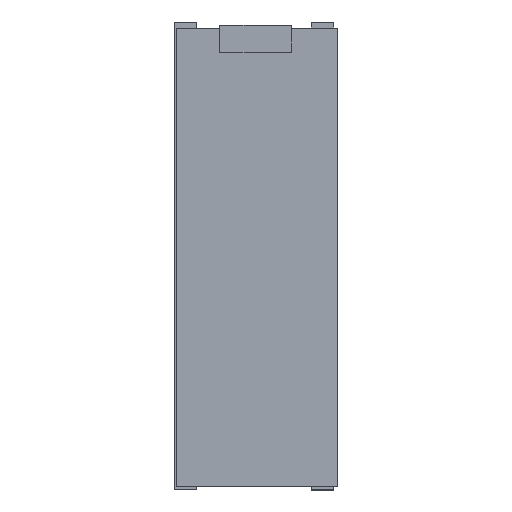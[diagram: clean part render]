
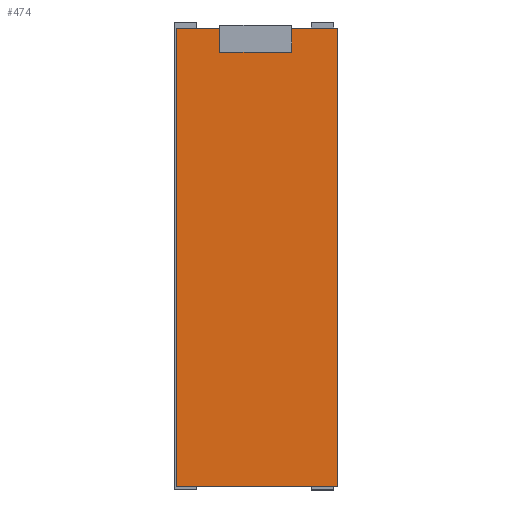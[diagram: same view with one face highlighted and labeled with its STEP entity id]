
A CAD part, top view. The second image highlights one B-rep face of the part: STEP entity #474.
In plain terms, the highlighted planar face has unit normal (0, 0, 1).
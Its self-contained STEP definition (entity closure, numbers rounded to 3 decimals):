
#240 = VERTEX_POINT('',#241);
#241 = CARTESIAN_POINT('',(-1.05,0.586,10.));
#247 = EDGE_CURVE('',#240,#248,#250,.T.);
#248 = VERTEX_POINT('',#249);
#249 = CARTESIAN_POINT('',(3.8,0.586,10.));
#250 = LINE('',#251,#252);
#251 = CARTESIAN_POINT('',(-1.05,0.586,10.));
#252 = VECTOR('',#253,1.);
#253 = DIRECTION('',(1.,0.,0.));
#256 = VERTEX_POINT('',#257);
#257 = CARTESIAN_POINT('',(11.8,0.586,10.));
#263 = EDGE_CURVE('',#256,#264,#266,.T.);
#264 = VERTEX_POINT('',#265);
#265 = CARTESIAN_POINT('',(16.95,0.586,10.));
#266 = LINE('',#267,#268);
#267 = CARTESIAN_POINT('',(-1.05,0.586,10.));
#268 = VECTOR('',#269,1.);
#269 = DIRECTION('',(1.,0.,0.));
#304 = VERTEX_POINT('',#305);
#305 = CARTESIAN_POINT('',(-1.05,-50.414,10.));
#311 = EDGE_CURVE('',#304,#240,#312,.T.);
#312 = LINE('',#313,#314);
#313 = CARTESIAN_POINT('',(-1.05,-50.414,10.));
#314 = VECTOR('',#315,1.);
#315 = DIRECTION('',(0.,1.,0.));
#330 = VERTEX_POINT('',#331);
#331 = CARTESIAN_POINT('',(16.95,-50.414,10.));
#337 = EDGE_CURVE('',#330,#304,#338,.T.);
#338 = LINE('',#339,#340);
#339 = CARTESIAN_POINT('',(16.95,-50.414,10.));
#340 = VECTOR('',#341,1.);
#341 = DIRECTION('',(-1.,0.,0.));
#416 = EDGE_CURVE('',#264,#330,#417,.T.);
#417 = LINE('',#418,#419);
#418 = CARTESIAN_POINT('',(16.95,0.586,10.));
#419 = VECTOR('',#420,1.);
#420 = DIRECTION('',(0.,-1.,0.));
#474 = ADVANCED_FACE('',(#475),#504,.T.);
#475 = FACE_BOUND('',#476,.T.);
#476 = EDGE_LOOP('',(#477,#478,#479,#480,#481,#482,#490,#498));
#477 = ORIENTED_EDGE('',*,*,#247,.F.);
#478 = ORIENTED_EDGE('',*,*,#311,.F.);
#479 = ORIENTED_EDGE('',*,*,#337,.F.);
#480 = ORIENTED_EDGE('',*,*,#416,.F.);
#481 = ORIENTED_EDGE('',*,*,#263,.F.);
#482 = ORIENTED_EDGE('',*,*,#483,.T.);
#483 = EDGE_CURVE('',#256,#484,#486,.T.);
#484 = VERTEX_POINT('',#485);
#485 = CARTESIAN_POINT('',(11.8,-2.118,10.));
#486 = LINE('',#487,#488);
#487 = CARTESIAN_POINT('',(11.8,0.882,10.));
#488 = VECTOR('',#489,1.);
#489 = DIRECTION('',(0.,-1.,0.));
#490 = ORIENTED_EDGE('',*,*,#491,.T.);
#491 = EDGE_CURVE('',#484,#492,#494,.T.);
#492 = VERTEX_POINT('',#493);
#493 = CARTESIAN_POINT('',(3.8,-2.118,10.));
#494 = LINE('',#495,#496);
#495 = CARTESIAN_POINT('',(11.8,-2.118,10.));
#496 = VECTOR('',#497,1.);
#497 = DIRECTION('',(-1.,0.,0.));
#498 = ORIENTED_EDGE('',*,*,#499,.T.);
#499 = EDGE_CURVE('',#492,#248,#500,.T.);
#500 = LINE('',#501,#502);
#501 = CARTESIAN_POINT('',(3.8,-2.118,10.));
#502 = VECTOR('',#503,1.);
#503 = DIRECTION('',(0.,1.,0.));
#504 = PLANE('',#505);
#505 = AXIS2_PLACEMENT_3D('',#506,#507,#508);
#506 = CARTESIAN_POINT('',(7.95,-24.914,10.));
#507 = DIRECTION('',(0.,0.,1.));
#508 = DIRECTION('',(1.,0.,0.));
